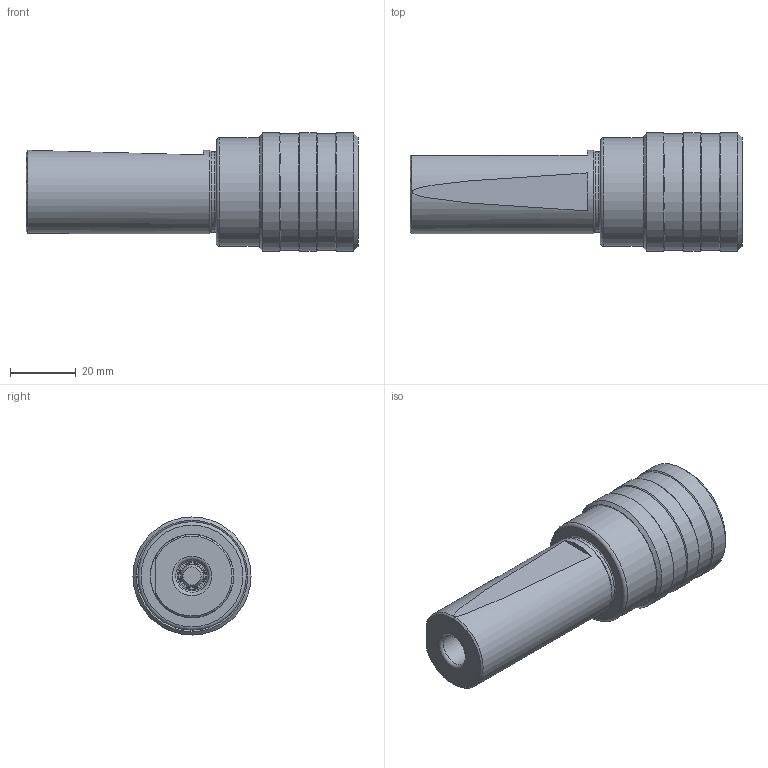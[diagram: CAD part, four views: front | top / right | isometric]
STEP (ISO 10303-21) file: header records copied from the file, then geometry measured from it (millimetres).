
FILE_DESCRIPTION(/* description */ (''),/* implementation_level */ '2;1');
FILE_NAME(/* name */ 'S100-TC1-0158.stp',/* time_stamp */ '2019-08-02T15:15:11-05:00',/* author */ ('ldfli'),/* organization */ (''),/* preprocessor_version */ 'ST-DEVELOPER v18',/* originating_system */ 'Autodesk Inventor LT',/* authorisation */ '');
FILE_SCHEMA (('AUTOMOTIVE_DESIGN { 1 0 10303 214 3 1 1 }'));
Length unit declared in the file: millimetre
Products named in the file (1): S100-TC1-0158
Bounding box: 101.25 x 36 x 36 mm (x, y, z)
Volume: 51099.8 mm3; surface area: 22781.3 mm2
Topology: 1 solids, 4 shells, 126 faces, 363 edges, 258 vertices
Faces by surface type: cylinder 42, plane 38, cone 35, torus 11
Full cylindrical faces by diameter (mm): 3.95 x1, 4 x2, 4.5 x1, 4.9 x1, 6.9 x1, 7 x1, 7.8 x1, 8 x2, 8.2 x1, 8.4 x1, 9 x1, 10 x1, 10.7 x1, 11 x2, 11.2 x1, 14 x1, 19 x1, 19.4 x1, 24.1 x1, 24.4 x1, 24.5 x1, 25.4 x1, 26.87 x1, 27.5 x1, 28.1 x1, 30.5 x1, 33 x2, 35.4 x2, 36 x3
Entity records: 4452 total; most frequent: CARTESIAN_POINT 844, DIRECTION 839, ORIENTED_EDGE 726, AXIS2_PLACEMENT_3D 367, EDGE_CURVE 363, VERTEX_POINT 258, CIRCLE 238, EDGE_LOOP 149
